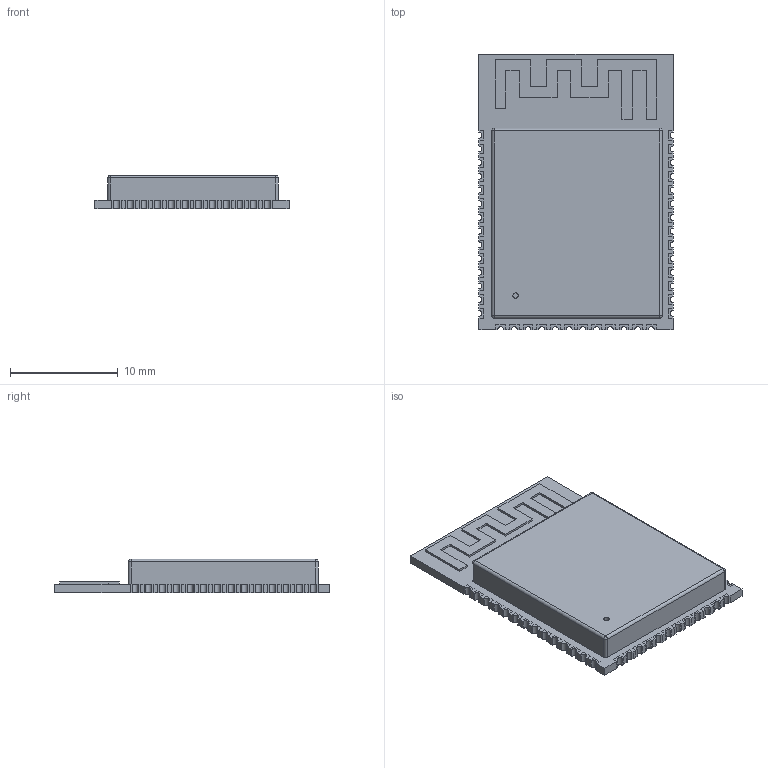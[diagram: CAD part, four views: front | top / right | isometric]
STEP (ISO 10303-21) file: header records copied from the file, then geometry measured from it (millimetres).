
FILE_DESCRIPTION(/* description */ (''),/* implementation_level */ '2;1');
FILE_NAME(/* name */ 'ESP32-S2-SOLO-2-N4.step',/* time_stamp */ '2025-09-14T09:39:54+10:00',/* author */ (''),/* organization */ (''),/* preprocessor_version */ 'ST-DEVELOPER v20.1',/* originating_system */ 'Autodesk Translation Framework v14.10.0.0',/* authorisation */ '');
FILE_SCHEMA (('AUTOMOTIVE_DESIGN { 1 0 10303 214 3 1 1 }'));
Length unit declared in the file: millimetre
Products named in the file (2): ESP32-S3-WROOM-1; ESP32-S3-WROOM-1_1
Assembly tree (1 placements, depth 2):
  ESP32-S3-WROOM-1
    ESP32-S3-WROOM-1_1
Bounding box: 18 x 25.5 x 3.1 mm (x, y, z)
Volume: 1009.1 mm3; surface area: 1993.3 mm2
Topology: 52 solids, 52 shells, 1235 faces, 2875 edges, 1750 vertices
Faces by surface type: plane 1182, cylinder 49, sphere 4
Full cylindrical faces by diameter (mm): 0.5 x1
Entity records: 35072 total; most frequent: CARTESIAN_POINT 5859, ORIENTED_EDGE 5742, DIRECTION 5445, EDGE_CURVE 2871, LINE 2773, VECTOR 2773, VERTEX_POINT 1750, AXIS2_PLACEMENT_3D 1336
